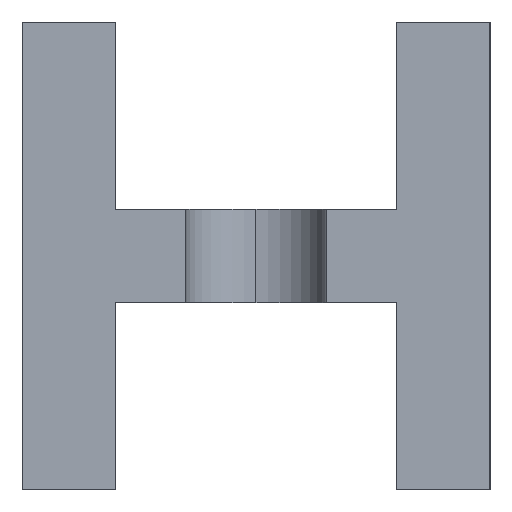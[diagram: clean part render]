
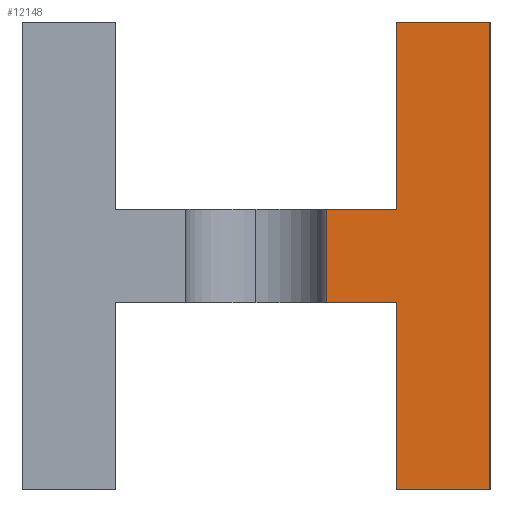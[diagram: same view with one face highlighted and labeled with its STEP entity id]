
A CAD part, left-side view. The second image highlights one B-rep face of the part: STEP entity #12148.
In plain terms, the highlighted planar face has unit normal (-1, 0, 0).
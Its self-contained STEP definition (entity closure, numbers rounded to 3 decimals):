
#46 = EDGE_CURVE ( 'NONE', #8368, #12054, #12208, .T. ) ;
#51 = VECTOR ( 'NONE', #4762, 1000. ) ;
#486 = DIRECTION ( 'NONE',  ( -1., 0., 0. ) ) ;
#838 = DIRECTION ( 'NONE',  ( 0., 1., 0. ) ) ;
#910 = CARTESIAN_POINT ( 'NONE',  ( 0., 8., 4. ) ) ;
#1044 = DIRECTION ( 'NONE',  ( 0., 0., 1. ) ) ;
#1066 = LINE ( 'NONE', #1173, #11350 ) ;
#1173 = CARTESIAN_POINT ( 'NONE',  ( 0., 2., 10. ) ) ;
#1390 = ORIENTED_EDGE ( 'NONE', *, *, #10303, .F. ) ;
#1507 = VERTEX_POINT ( 'NONE', #10267 ) ;
#1909 = CARTESIAN_POINT ( 'NONE',  ( 0., 0., 10. ) ) ;
#2743 = CARTESIAN_POINT ( 'NONE',  ( 0., 3.5, 4. ) ) ;
#2829 = LINE ( 'NONE', #10272, #5153 ) ;
#3071 = CARTESIAN_POINT ( 'NONE',  ( 0., 3.5, 6. ) ) ;
#3381 = AXIS2_PLACEMENT_3D ( 'NONE', #6201, #486, #9767 ) ;
#3478 = ORIENTED_EDGE ( 'NONE', *, *, #3832, .F. ) ;
#3780 = ORIENTED_EDGE ( 'NONE', *, *, #7121, .F. ) ;
#3832 = EDGE_CURVE ( 'NONE', #11472, #8519, #2829, .T. ) ;
#3883 = CARTESIAN_POINT ( 'NONE',  ( 0., 2., 6. ) ) ;
#3898 = CARTESIAN_POINT ( 'NONE',  ( 0., 2., 4. ) ) ;
#4014 = FACE_OUTER_BOUND ( 'NONE', #6012, .T. ) ;
#4101 = ORIENTED_EDGE ( 'NONE', *, *, #46, .F. ) ;
#4342 = VECTOR ( 'NONE', #10268, 1000. ) ;
#4762 = DIRECTION ( 'NONE',  ( 0., 0., -1. ) ) ;
#5122 = LINE ( 'NONE', #11456, #10084 ) ;
#5145 = EDGE_CURVE ( 'NONE', #8519, #8978, #1066, .T. ) ;
#5153 = VECTOR ( 'NONE', #10003, 1000. ) ;
#5506 = CARTESIAN_POINT ( 'NONE',  ( 0., 0., 0. ) ) ;
#6012 = EDGE_LOOP ( 'NONE', ( #11961, #6688, #4101, #1390, #6383, #3780, #6079, #3478 ) ) ;
#6079 = ORIENTED_EDGE ( 'NONE', *, *, #5145, .F. ) ;
#6201 = CARTESIAN_POINT ( 'NONE',  ( 0., 0., 0. ) ) ;
#6233 = EDGE_CURVE ( 'NONE', #11498, #11472, #5122, .T. ) ;
#6383 = ORIENTED_EDGE ( 'NONE', *, *, #9118, .F. ) ;
#6688 = ORIENTED_EDGE ( 'NONE', *, *, #10217, .F. ) ;
#6971 = VECTOR ( 'NONE', #12323, 1000. ) ;
#7091 = VECTOR ( 'NONE', #9670, 1000. ) ;
#7121 = EDGE_CURVE ( 'NONE', #8978, #8425, #9743, .T. ) ;
#7250 = LINE ( 'NONE', #910, #12218 ) ;
#7742 = LINE ( 'NONE', #5506, #51 ) ;
#8368 = VERTEX_POINT ( 'NONE', #12512 ) ;
#8425 = VERTEX_POINT ( 'NONE', #1909 ) ;
#8519 = VERTEX_POINT ( 'NONE', #3883 ) ;
#8978 = VERTEX_POINT ( 'NONE', #9432 ) ;
#9118 = EDGE_CURVE ( 'NONE', #8425, #1507, #7742, .T. ) ;
#9432 = CARTESIAN_POINT ( 'NONE',  ( 0., 2., 10. ) ) ;
#9670 = DIRECTION ( 'NONE',  ( 0., -1., 0. ) ) ;
#9743 = LINE ( 'NONE', #9782, #7091 ) ;
#9767 = DIRECTION ( 'NONE',  ( 0., 0., 1. ) ) ;
#9782 = CARTESIAN_POINT ( 'NONE',  ( 0., 0., 10. ) ) ;
#10003 = DIRECTION ( 'NONE',  ( 0., -1., 0. ) ) ;
#10084 = VECTOR ( 'NONE', #11407, 1000. ) ;
#10217 = EDGE_CURVE ( 'NONE', #12054, #11498, #7250, .T. ) ;
#10267 = CARTESIAN_POINT ( 'NONE',  ( 0., 0., 0. ) ) ;
#10268 = DIRECTION ( 'NONE',  ( 0., 0., 1. ) ) ;
#10272 = CARTESIAN_POINT ( 'NONE',  ( 0., 2., 6. ) ) ;
#10303 = EDGE_CURVE ( 'NONE', #1507, #8368, #12258, .T. ) ;
#10329 = CARTESIAN_POINT ( 'NONE',  ( 0., 2., 4. ) ) ;
#10803 = PLANE ( 'NONE',  #3381 ) ;
#11350 = VECTOR ( 'NONE', #1044, 1000. ) ;
#11407 = DIRECTION ( 'NONE',  ( 0., 0., 1. ) ) ;
#11456 = CARTESIAN_POINT ( 'NONE',  ( 0., 3.5, 4. ) ) ;
#11472 = VERTEX_POINT ( 'NONE', #3071 ) ;
#11498 = VERTEX_POINT ( 'NONE', #2743 ) ;
#11961 = ORIENTED_EDGE ( 'NONE', *, *, #6233, .F. ) ;
#12054 = VERTEX_POINT ( 'NONE', #3898 ) ;
#12148 = ADVANCED_FACE ( 'NONE', ( #4014 ), #10803, .T. ) ;
#12208 = LINE ( 'NONE', #10329, #4342 ) ;
#12218 = VECTOR ( 'NONE', #838, 1000. ) ;
#12258 = LINE ( 'NONE', #12568, #6971 ) ;
#12323 = DIRECTION ( 'NONE',  ( 0., 1., 0. ) ) ;
#12512 = CARTESIAN_POINT ( 'NONE',  ( 0., 2., 0. ) ) ;
#12568 = CARTESIAN_POINT ( 'NONE',  ( 0., 2., 0. ) ) ;
